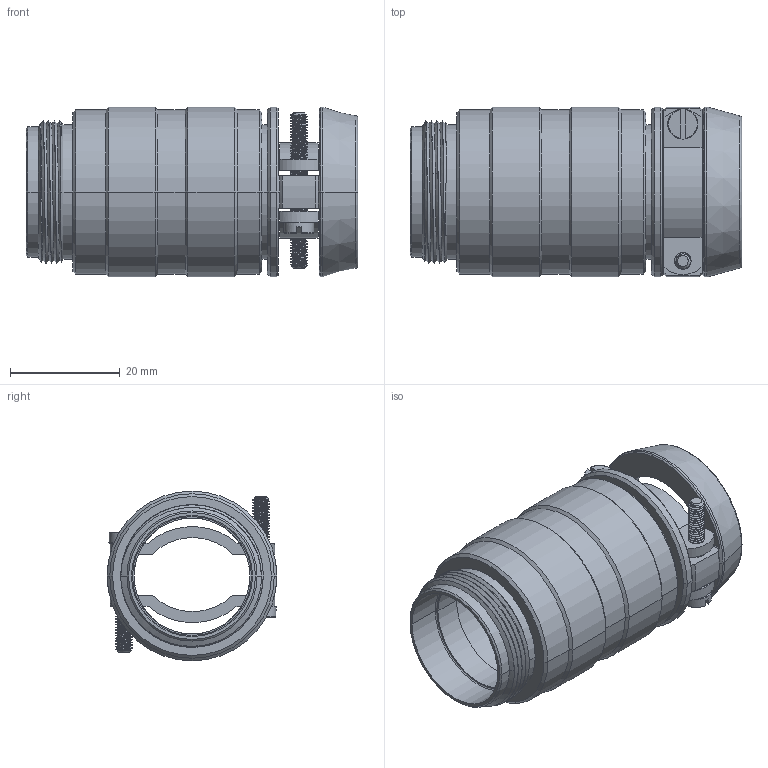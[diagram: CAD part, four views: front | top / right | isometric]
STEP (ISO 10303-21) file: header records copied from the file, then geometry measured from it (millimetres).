
FILE_DESCRIPTION((''),'2;1');
FILE_NAME('13304P2','2018-03-23T14:41:17',('cgregory'),('NET AG system integration'),'CREO PARAMETRIC BY PTC INC, 2017260','CREO PARAMETRIC BY PTC INC, 2017260','');
FILE_SCHEMA(('AUTOMOTIVE_DESIGN { 1 0 10303 214 1 1 1 1 }'));
Products named in the file (1): 13304P2
Bounding box: 60.5 x 31 x 31 mm (x, y, z)
Volume: 14155 mm3; surface area: 14020.1 mm2
Topology: 2 solids, 2 shells, 420 faces, 1126 edges, 714 vertices
Faces by surface type: cylinder 206, bspline 86, plane 52, cone 52, torus 24
Entity records: 53395 total; most frequent: CARTESIAN_POINT 43938, ORIENTED_EDGE 2252, DIRECTION 1505, EDGE_CURVE 1126, VERTEX_POINT 714, AXIS2_PLACEMENT_3D 569, B_SPLINE_CURVE_WITH_KNOTS 532, EDGE_LOOP 438
